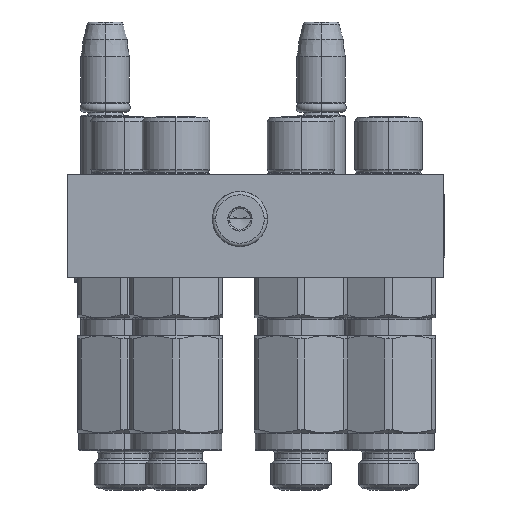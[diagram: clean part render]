
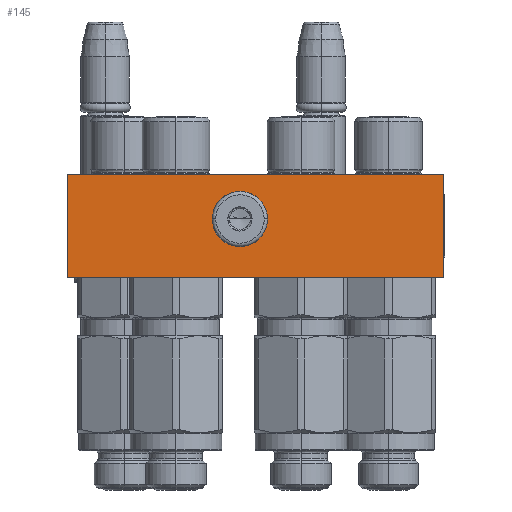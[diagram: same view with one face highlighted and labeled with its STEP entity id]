
A CAD part, front view. The second image highlights one B-rep face of the part: STEP entity #145.
In plain terms, the highlighted face is planar.
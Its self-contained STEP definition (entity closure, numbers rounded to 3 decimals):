
#145 = ADVANCED_FACE ( 'NONE', ( #8791, #37971 ), #58402, .T. ) ;
#775 = CARTESIAN_POINT ( 'NONE',  ( -9.553, 11.646, -50. ) ) ;
#1567 = B_SPLINE_CURVE_WITH_KNOTS ( 'NONE', 3,
 ( #54162, #15927, #21357, #38118, #26551, #65474, #71363, #15696, #9541, #26790, #37641, #14942, #49739, #15184, #54407, #71137, #60067, #3822, #4563, #65736, #9776, #31714, #20607, #4312, #43282, #37392 ),
 .UNSPECIFIED., .F., .F.,
 ( 4, 2, 2, 2, 2, 2, 2, 2, 2, 2, 2, 2, 4 ),
 ( 0., 0.031, 0.062, 0.125, 0.25, 0.375, 0.5, 0.625, 0.75, 0.875, 0.906, 0.937, 1. ),
 .UNSPECIFIED. ) ;
#2177 = EDGE_CURVE ( 'NONE', #13284, #21547, #45591, .T. ) ;
#2259 = CARTESIAN_POINT ( 'NONE',  ( 54.5, 0., -50. ) ) ;
#2830 = CARTESIAN_POINT ( 'NONE',  ( 0.686, 12.315, -50. ) ) ;
#3822 = CARTESIAN_POINT ( 'NONE',  ( -8.675, 16.207, -50. ) ) ;
#4312 = CARTESIAN_POINT ( 'NONE',  ( -9.686, 13.685, -50. ) ) ;
#4563 = CARTESIAN_POINT ( 'NONE',  ( -9.061, 15.629, -50. ) ) ;
#4646 = EDGE_CURVE ( 'NONE', #6266, #29606, #60320, .T. ) ;
#5957 = CARTESIAN_POINT ( 'NONE',  ( -9.454, 11.319, -50. ) ) ;
#6266 = VERTEX_POINT ( 'NONE', #31702 ) ;
#6683 = CARTESIAN_POINT ( 'NONE',  ( -7.13, 8.44, -50. ) ) ;
#7546 = CARTESIAN_POINT ( 'NONE',  ( -0.325, 9.793, -50. ) ) ;
#8791 = FACE_BOUND ( 'NONE', #48890, .T. ) ;
#9461 = CARTESIAN_POINT ( 'NONE',  ( 54.5, 0., -50. ) ) ;
#9541 = CARTESIAN_POINT ( 'NONE',  ( -0.325, 16.207, -50. ) ) ;
#9776 = CARTESIAN_POINT ( 'NONE',  ( -9.446, 14.679, -50. ) ) ;
#10059 = CARTESIAN_POINT ( 'NONE',  ( 54.5, 30., -50. ) ) ;
#10720 = DIRECTION ( 'NONE',  ( -1., 0., 0. ) ) ;
#12646 = CARTESIAN_POINT ( 'NONE',  ( -4.5, 7.78, -50. ) ) ;
#13246 = VECTOR ( 'NONE', #62067, 1000. ) ;
#13284 = VERTEX_POINT ( 'NONE', #62074 ) ;
#13556 = CARTESIAN_POINT ( 'NONE',  ( -4.5, 7.78, -50. ) ) ;
#14127 = CARTESIAN_POINT ( 'NONE',  ( -54.5, 30., -50. ) ) ;
#14183 = CARTESIAN_POINT ( 'NONE',  ( 0.719, 12.654, -50. ) ) ;
#14942 = CARTESIAN_POINT ( 'NONE',  ( -3.135, 18.085, -50. ) ) ;
#15184 = CARTESIAN_POINT ( 'NONE',  ( -5.185, 18.22, -50. ) ) ;
#15696 = CARTESIAN_POINT ( 'NONE',  ( 0.061, 15.63, -50. ) ) ;
#15927 = CARTESIAN_POINT ( 'NONE',  ( 0.72, 13.173, -50. ) ) ;
#17270 = ORIENTED_EDGE ( 'NONE', *, *, #67495, .F. ) ;
#17333 = VERTEX_POINT ( 'NONE', #10059 ) ;
#17871 = ORIENTED_EDGE ( 'NONE', *, *, #26339, .T. ) ;
#18156 = CARTESIAN_POINT ( 'NONE',  ( 0.72, 13., -50. ) ) ;
#18175 = CARTESIAN_POINT ( 'NONE',  ( -4.5, 7.78, -50. ) ) ;
#18243 = B_SPLINE_CURVE_WITH_KNOTS ( 'NONE', 3,
 ( #18175, #68930, #63772, #35706, #41313, #7546, #18881, #58338, #24558, #35933, #36394, #2830, #14183, #42261 ),
 .UNSPECIFIED., .F., .F.,
 ( 4, 2, 2, 2, 2, 2, 4 ),
 ( 0.5, 0.625, 0.75, 0.875, 0.906, 0.938, 1. ),
 .UNSPECIFIED. ) ;
#18881 = CARTESIAN_POINT ( 'NONE',  ( 0.061, 10.371, -50. ) ) ;
#20607 = CARTESIAN_POINT ( 'NONE',  ( -9.586, 14.185, -50. ) ) ;
#21357 = CARTESIAN_POINT ( 'NONE',  ( 0.711, 13.344, -50. ) ) ;
#21547 = VERTEX_POINT ( 'NONE', #14127 ) ;
#21845 = EDGE_CURVE ( 'NONE', #65025, #17333, #32373, .T. ) ;
#22701 = LINE ( 'NONE', #27746, #69428 ) ;
#24558 = CARTESIAN_POINT ( 'NONE',  ( 0.446, 11.321, -50. ) ) ;
#26339 = EDGE_CURVE ( 'NONE', #28025, #6266, #1567, .T. ) ;
#26551 = CARTESIAN_POINT ( 'NONE',  ( 0.653, 13.85, -50. ) ) ;
#26790 = CARTESIAN_POINT ( 'NONE',  ( -1.293, 17.175, -50. ) ) ;
#27746 = CARTESIAN_POINT ( 'NONE',  ( 54.5, 0., -50. ) ) ;
#28025 = VERTEX_POINT ( 'NONE', #18156 ) ;
#28702 = CARTESIAN_POINT ( 'NONE',  ( -9.72, 13., -50. ) ) ;
#28936 = CARTESIAN_POINT ( 'NONE',  ( -9.653, 12.15, -50. ) ) ;
#29606 = VERTEX_POINT ( 'NONE', #13556 ) ;
#30861 = AXIS2_PLACEMENT_3D ( 'NONE', #41619, #36219, #46853 ) ;
#31036 = ORIENTED_EDGE ( 'NONE', *, *, #4646, .T. ) ;
#31702 = CARTESIAN_POINT ( 'NONE',  ( -9.72, 13., -50. ) ) ;
#31714 = CARTESIAN_POINT ( 'NONE',  ( -9.545, 14.353, -50. ) ) ;
#32373 = LINE ( 'NONE', #2259, #63211 ) ;
#34126 = CARTESIAN_POINT ( 'NONE',  ( -8.675, 9.793, -50. ) ) ;
#34574 = DIRECTION ( 'NONE',  ( 0., 1., 0. ) ) ;
#34615 = CARTESIAN_POINT ( 'NONE',  ( -7.707, 8.825, -50. ) ) ;
#35706 = CARTESIAN_POINT ( 'NONE',  ( -1.87, 8.439, -50. ) ) ;
#35933 = CARTESIAN_POINT ( 'NONE',  ( 0.545, 11.647, -50. ) ) ;
#36219 = DIRECTION ( 'NONE',  ( 0., 0., -1. ) ) ;
#36394 = CARTESIAN_POINT ( 'NONE',  ( 0.586, 11.815, -50. ) ) ;
#37392 = CARTESIAN_POINT ( 'NONE',  ( -9.72, 13., -50. ) ) ;
#37641 = CARTESIAN_POINT ( 'NONE',  ( -1.87, 17.56, -50. ) ) ;
#37971 = FACE_OUTER_BOUND ( 'NONE', #46428, .T. ) ;
#38118 = CARTESIAN_POINT ( 'NONE',  ( 0.678, 13.683, -50. ) ) ;
#38586 = EDGE_CURVE ( 'NONE', #65025, #13284, #22701, .T. ) ;
#40361 = ORIENTED_EDGE ( 'NONE', *, *, #2177, .T. ) ;
#41313 = CARTESIAN_POINT ( 'NONE',  ( -1.293, 8.825, -50. ) ) ;
#41619 = CARTESIAN_POINT ( 'NONE',  ( 54.5, 0., -50. ) ) ;
#42261 = CARTESIAN_POINT ( 'NONE',  ( 0.72, 13., -50. ) ) ;
#43282 = CARTESIAN_POINT ( 'NONE',  ( -9.719, 13.346, -50. ) ) ;
#43736 = ORIENTED_EDGE ( 'NONE', *, *, #21845, .F. ) ;
#45307 = CARTESIAN_POINT ( 'NONE',  ( 54.5, 30., -50. ) ) ;
#45591 = LINE ( 'NONE', #46123, #71131 ) ;
#46123 = CARTESIAN_POINT ( 'NONE',  ( -54.5, 0., -50. ) ) ;
#46428 = EDGE_LOOP ( 'NONE', ( #40361, #17270, #43736, #47068 ) ) ;
#46853 = DIRECTION ( 'NONE',  ( -1., 0., 0. ) ) ;
#47068 = ORIENTED_EDGE ( 'NONE', *, *, #38586, .T. ) ;
#48890 = EDGE_LOOP ( 'NONE', ( #31036, #72593, #17871 ) ) ;
#49739 = CARTESIAN_POINT ( 'NONE',  ( -3.815, 18.22, -50. ) ) ;
#51838 = CARTESIAN_POINT ( 'NONE',  ( -9.711, 12.656, -50. ) ) ;
#53278 = DIRECTION ( 'NONE',  ( 0., 1., 0. ) ) ;
#53436 = EDGE_CURVE ( 'NONE', #29606, #28025, #18243, .T. ) ;
#54162 = CARTESIAN_POINT ( 'NONE',  ( 0.72, 13., -50. ) ) ;
#54407 = CARTESIAN_POINT ( 'NONE',  ( -5.865, 18.084, -50. ) ) ;
#56523 = CARTESIAN_POINT ( 'NONE',  ( -5.865, 7.915, -50. ) ) ;
#56783 = CARTESIAN_POINT ( 'NONE',  ( -5.185, 7.78, -50. ) ) ;
#58338 = CARTESIAN_POINT ( 'NONE',  ( 0.388, 11.16, -50. ) ) ;
#58402 = PLANE ( 'NONE',  #30861 ) ;
#59968 = LINE ( 'NONE', #45307, #13246 ) ;
#60067 = CARTESIAN_POINT ( 'NONE',  ( -7.707, 17.175, -50. ) ) ;
#60320 = B_SPLINE_CURVE_WITH_KNOTS ( 'NONE', 3,
 ( #28702, #62191, #51838, #68572, #28936, #775, #5957, #68332, #34126, #34615, #6683, #56523, #56783, #12646 ),
 .UNSPECIFIED., .F., .F.,
 ( 4, 2, 2, 2, 2, 2, 4 ),
 ( 0., 0.031, 0.063, 0.125, 0.25, 0.375, 0.5 ),
 .UNSPECIFIED. ) ;
#62067 = DIRECTION ( 'NONE',  ( -1., 0., 0. ) ) ;
#62074 = CARTESIAN_POINT ( 'NONE',  ( -54.5, 0., -50. ) ) ;
#62191 = CARTESIAN_POINT ( 'NONE',  ( -9.72, 12.827, -50. ) ) ;
#63211 = VECTOR ( 'NONE', #53278, 1000. ) ;
#63772 = CARTESIAN_POINT ( 'NONE',  ( -3.135, 7.916, -50. ) ) ;
#65025 = VERTEX_POINT ( 'NONE', #9461 ) ;
#65474 = CARTESIAN_POINT ( 'NONE',  ( 0.553, 14.354, -50. ) ) ;
#65736 = CARTESIAN_POINT ( 'NONE',  ( -9.388, 14.84, -50. ) ) ;
#67495 = EDGE_CURVE ( 'NONE', #17333, #21547, #59968, .T. ) ;
#68332 = CARTESIAN_POINT ( 'NONE',  ( -9.061, 10.37, -50. ) ) ;
#68572 = CARTESIAN_POINT ( 'NONE',  ( -9.678, 12.317, -50. ) ) ;
#68930 = CARTESIAN_POINT ( 'NONE',  ( -3.815, 7.78, -50. ) ) ;
#69428 = VECTOR ( 'NONE', #10720, 1000. ) ;
#71131 = VECTOR ( 'NONE', #34574, 1000. ) ;
#71137 = CARTESIAN_POINT ( 'NONE',  ( -7.13, 17.561, -50. ) ) ;
#71363 = CARTESIAN_POINT ( 'NONE',  ( 0.454, 14.681, -50. ) ) ;
#72593 = ORIENTED_EDGE ( 'NONE', *, *, #53436, .T. ) ;
